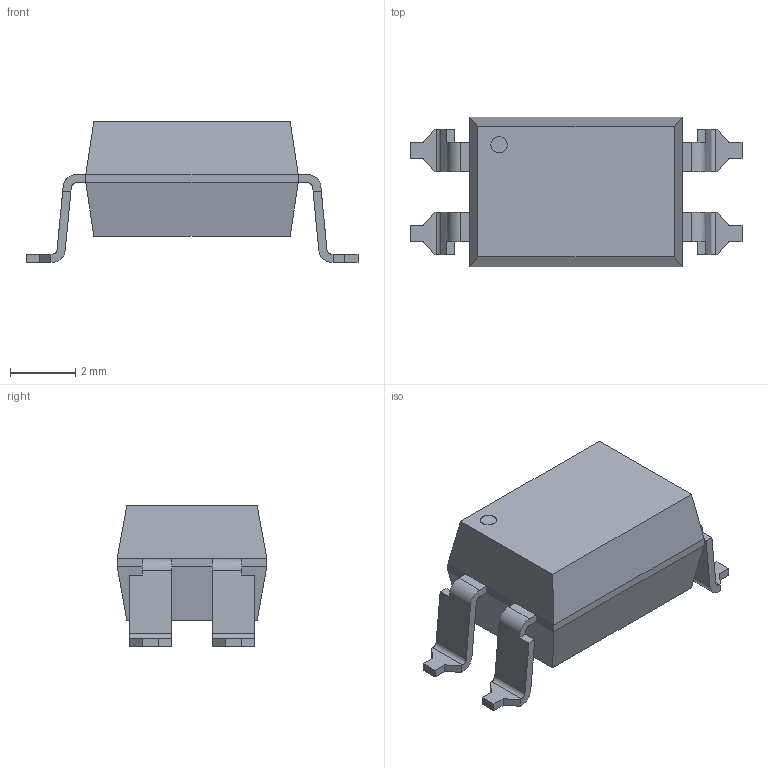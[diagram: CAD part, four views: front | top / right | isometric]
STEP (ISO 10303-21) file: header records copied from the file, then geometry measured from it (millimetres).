
FILE_DESCRIPTION(/* description */ (''),/* implementation_level */ '2;1');
FILE_NAME(/* name */ 'SMD DIP-4',/* time_stamp */ '2020-09-12T16:11:48+02:00',/* author */ (''),/* organization */ (''),/* preprocessor_version */ 'ST-DEVELOPER v16.5',/* originating_system */ '',/* authorisation */ '');
FILE_SCHEMA (('AUTOMOTIVE_DESIGN'));
Length unit declared in the file: millimetre
Products named in the file (1): Document
Bounding box: 10.15 x 4.58 x 4.3 mm (x, y, z)
Volume: 7.1 mm3; surface area: 195.3 mm2
Topology: 2 solids, 5 shells, 84 faces, 225 edges, 148 vertices
Faces by surface type: plane 67, bspline 17
Entity records: 2596 total; most frequent: CARTESIAN_POINT 1050, ORIENTED_EDGE 446, EDGE_CURVE 225, B_SPLINE_CURVE_WITH_KNOTS 189, VERTEX_POINT 148, EDGE_LOOP 85, ADVANCED_FACE 84, FACE_OUTER_BOUND 84
